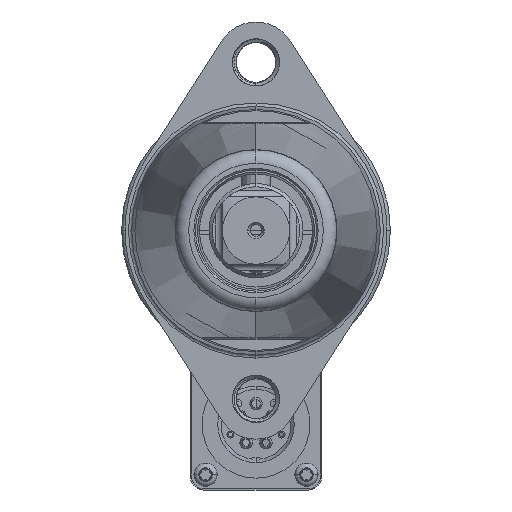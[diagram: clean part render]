
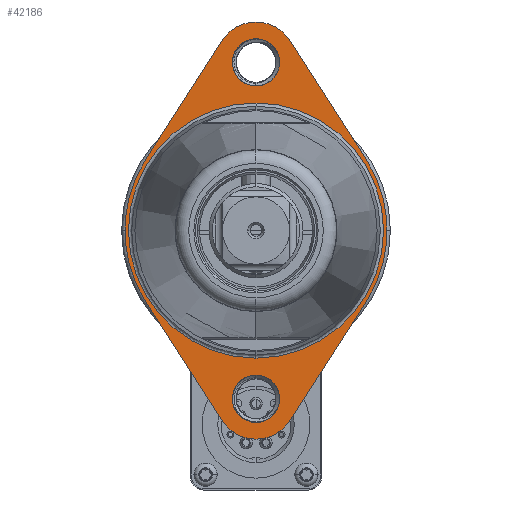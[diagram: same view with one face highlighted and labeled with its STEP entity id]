
A CAD part, left-side view. The second image highlights one B-rep face of the part: STEP entity #42186.
In plain terms, the highlighted planar face has unit normal (-1, 0, 0).
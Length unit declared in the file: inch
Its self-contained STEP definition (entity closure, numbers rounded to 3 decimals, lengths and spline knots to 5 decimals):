
#37688=CARTESIAN_POINT('',(-13.978,0.005,-1.5625));
#37689=DIRECTION('',(-1.,0.,0.));
#37690=DIRECTION('',(0.,0.842,-0.54));
#37691=AXIS2_PLACEMENT_3D('',#37688,#37689,#37690);
#37693=DIRECTION('',(0.,-0.54,-0.842));
#37694=VECTOR('',#37693,1.31494);
#37695=CARTESIAN_POINT('',(-13.978,1.03086,-0.65846));
#37696=LINE('',#37695,#37694);
#37697=CARTESIAN_POINT('',(-13.978,0.005,0.));
#37698=DIRECTION('',(-1.,0.,0.));
#37699=DIRECTION('',(0.,0.842,0.54));
#37700=AXIS2_PLACEMENT_3D('',#37697,#37698,#37699);
#37702=DIRECTION('',(0.,0.54,-0.842));
#37703=VECTOR('',#37702,1.31494);
#37704=CARTESIAN_POINT('',(-13.978,0.32059,1.76506));
#37705=LINE('',#37704,#37703);
#37706=CARTESIAN_POINT('',(-13.978,0.005,1.5625));
#37707=DIRECTION('',(-1.,0.,0.));
#37708=DIRECTION('',(0.,-0.842,0.54));
#37709=AXIS2_PLACEMENT_3D('',#37706,#37707,#37708);
#37711=DIRECTION('',(0.,0.54,0.842));
#37712=VECTOR('',#37711,1.31494);
#37713=CARTESIAN_POINT('',(-13.978,-1.02086,0.65846));
#37714=LINE('',#37713,#37712);
#37715=CARTESIAN_POINT('',(-13.978,0.005,0.));
#37716=DIRECTION('',(-1.,0.,0.));
#37717=DIRECTION('',(0.,-0.842,-0.54));
#37718=AXIS2_PLACEMENT_3D('',#37715,#37716,#37717);
#37720=DIRECTION('',(0.,-0.54,0.842));
#37721=VECTOR('',#37720,1.31494);
#37722=CARTESIAN_POINT('',(-13.978,-0.31059,-1.76506));
#37723=LINE('',#37722,#37721);
#37742=CARTESIAN_POINT('',(-13.978,0.005,-1.5625));
#37743=DIRECTION('',(-1.,0.,0.));
#37744=DIRECTION('',(0.,0.,1.));
#37745=AXIS2_PLACEMENT_3D('',#37742,#37743,#37744);
#38445=CARTESIAN_POINT('',(-13.978,0.005,-1.5625));
#38446=DIRECTION('',(-1.,0.,0.));
#38447=DIRECTION('',(0.,0.,-1.));
#38448=AXIS2_PLACEMENT_3D('',#38445,#38446,#38447);
#38756=CARTESIAN_POINT('',(-13.978,0.005,1.5625));
#38757=DIRECTION('',(1.,0.,0.));
#38758=DIRECTION('',(0.,0.,-1.));
#38759=AXIS2_PLACEMENT_3D('',#38756,#38757,#38758);
#38996=CARTESIAN_POINT('',(-13.978,0.005,1.5625));
#38997=DIRECTION('',(1.,0.,0.));
#38998=DIRECTION('',(0.,0.,1.));
#38999=AXIS2_PLACEMENT_3D('',#38996,#38997,#38998);
#39752=CARTESIAN_POINT('',(-13.978,0.005,0.));
#39753=DIRECTION('',(-1.,0.,0.));
#39754=DIRECTION('',(0.,0.,1.));
#39755=AXIS2_PLACEMENT_3D('',#39752,#39753,#39754);
#39767=CARTESIAN_POINT('',(-13.978,0.005,0.));
#39768=DIRECTION('',(-1.,0.,0.));
#39769=DIRECTION('',(0.,0.,-1.));
#39770=AXIS2_PLACEMENT_3D('',#39767,#39768,#39769);
#39857=CARTESIAN_POINT('',(-13.978,0.32059,-1.76506));
#39858=CARTESIAN_POINT('',(-13.978,-0.31059,-1.76506));
#39859=VERTEX_POINT('',#39857);
#39860=VERTEX_POINT('',#39858);
#39861=CARTESIAN_POINT('',(-13.978,-1.02086,-0.65846));
#39862=VERTEX_POINT('',#39861);
#39863=CARTESIAN_POINT('',(-13.978,-1.02086,0.65846));
#39864=VERTEX_POINT('',#39863);
#39865=CARTESIAN_POINT('',(-13.978,-0.31059,1.76506));
#39866=VERTEX_POINT('',#39865);
#39867=CARTESIAN_POINT('',(-13.978,0.32059,1.76506));
#39868=VERTEX_POINT('',#39867);
#39869=CARTESIAN_POINT('',(-13.978,1.03086,0.65846));
#39870=VERTEX_POINT('',#39869);
#39871=CARTESIAN_POINT('',(-13.978,1.03086,-0.65846));
#39872=VERTEX_POINT('',#39871);
#39873=CARTESIAN_POINT('',(-13.978,0.005,1.343));
#39874=CARTESIAN_POINT('',(-13.978,0.005,1.782));
#39875=VERTEX_POINT('',#39873);
#39876=VERTEX_POINT('',#39874);
#39877=CARTESIAN_POINT('',(-13.978,0.005,-1.343));
#39878=CARTESIAN_POINT('',(-13.978,0.005,-1.782));
#39879=VERTEX_POINT('',#39877);
#39880=VERTEX_POINT('',#39878);
#39901=CARTESIAN_POINT('',(-13.978,0.005,1.185));
#39902=CARTESIAN_POINT('',(-13.978,0.005,-1.185));
#39903=VERTEX_POINT('',#39901);
#39904=VERTEX_POINT('',#39902);
#42153=CARTESIAN_POINT('',(-13.978,0.005,0.));
#42154=DIRECTION('',(-1.,0.,0.));
#42155=DIRECTION('',(0.,1.,0.));
#42156=AXIS2_PLACEMENT_3D('',#42153,#42154,#42155);
#42157=PLANE('',#42156);
#42158=ORIENTED_EDGE('',*,*,#42049,.F.);
#42159=ORIENTED_EDGE('',*,*,#42064,.F.);
#42160=ORIENTED_EDGE('',*,*,#42078,.F.);
#42161=ORIENTED_EDGE('',*,*,#42092,.F.);
#42162=ORIENTED_EDGE('',*,*,#42106,.F.);
#42163=ORIENTED_EDGE('',*,*,#42120,.F.);
#42164=ORIENTED_EDGE('',*,*,#42134,.F.);
#42165=ORIENTED_EDGE('',*,*,#42147,.F.);
#42166=EDGE_LOOP('',(#42158,#42159,#42160,#42161,#42162,#42163,#42164,#42165));
#42167=FACE_OUTER_BOUND('',#42166,.F.);
#42169=ORIENTED_EDGE('',*,*,#42168,.T.);
#42171=ORIENTED_EDGE('',*,*,#42170,.T.);
#42172=EDGE_LOOP('',(#42169,#42171));
#42173=FACE_BOUND('',#42172,.F.);
#42175=ORIENTED_EDGE('',*,*,#42174,.F.);
#42177=ORIENTED_EDGE('',*,*,#42176,.F.);
#42178=EDGE_LOOP('',(#42175,#42177));
#42179=FACE_BOUND('',#42178,.F.);
#42181=ORIENTED_EDGE('',*,*,#42180,.T.);
#42183=ORIENTED_EDGE('',*,*,#42182,.T.);
#42184=EDGE_LOOP('',(#42181,#42183));
#42185=FACE_BOUND('',#42184,.F.);
#42186=ADVANCED_FACE('',(#42167,#42173,#42179,#42185),#42157,.T.);
#37692=CIRCLE('',#37691,0.375);
#37701=CIRCLE('',#37700,1.219);
#37710=CIRCLE('',#37709,0.375);
#37719=CIRCLE('',#37718,1.219);
#37746=CIRCLE('',#37745,0.2195);
#38449=CIRCLE('',#38448,0.2195);
#38760=CIRCLE('',#38759,0.2195);
#39000=CIRCLE('',#38999,0.2195);
#39756=CIRCLE('',#39755,1.185);
#39771=CIRCLE('',#39770,1.185);
#42049=EDGE_CURVE('',#39859,#39860,#37692,.T.);
#42064=EDGE_CURVE('',#39872,#39859,#37696,.T.);
#42078=EDGE_CURVE('',#39870,#39872,#37701,.T.);
#42092=EDGE_CURVE('',#39868,#39870,#37705,.T.);
#42106=EDGE_CURVE('',#39866,#39868,#37710,.T.);
#42120=EDGE_CURVE('',#39864,#39866,#37714,.T.);
#42134=EDGE_CURVE('',#39862,#39864,#37719,.T.);
#42147=EDGE_CURVE('',#39860,#39862,#37723,.T.);
#42168=EDGE_CURVE('',#39879,#39880,#37746,.T.);
#42170=EDGE_CURVE('',#39880,#39879,#38449,.T.);
#42174=EDGE_CURVE('',#39875,#39876,#38760,.T.);
#42176=EDGE_CURVE('',#39876,#39875,#39000,.T.);
#42180=EDGE_CURVE('',#39903,#39904,#39756,.T.);
#42182=EDGE_CURVE('',#39904,#39903,#39771,.T.);
